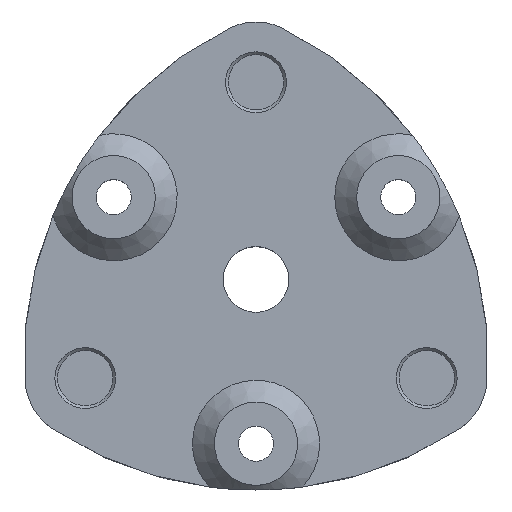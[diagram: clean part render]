
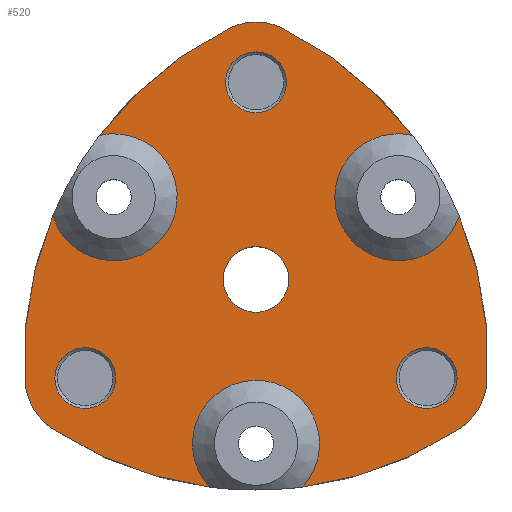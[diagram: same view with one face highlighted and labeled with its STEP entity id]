
A CAD part, top view. The second image highlights one B-rep face of the part: STEP entity #520.
In plain terms, the highlighted planar face has unit normal (0, 0, 1).
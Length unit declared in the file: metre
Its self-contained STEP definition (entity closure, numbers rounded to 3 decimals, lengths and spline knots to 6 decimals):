
#20=PLANE('',#593);
#87=ORIENTED_EDGE('',*,*,#197,.T.);
#88=ORIENTED_EDGE('',*,*,#198,.T.);
#89=ORIENTED_EDGE('',*,*,#199,.T.);
#90=ORIENTED_EDGE('',*,*,#200,.F.);
#91=ORIENTED_EDGE('',*,*,#183,.F.);
#92=ORIENTED_EDGE('',*,*,#201,.T.);
#93=ORIENTED_EDGE('',*,*,#181,.F.);
#94=ORIENTED_EDGE('',*,*,#178,.F.);
#95=ORIENTED_EDGE('',*,*,#175,.F.);
#96=ORIENTED_EDGE('',*,*,#202,.T.);
#97=ORIENTED_EDGE('',*,*,#173,.F.);
#98=ORIENTED_EDGE('',*,*,#169,.F.);
#99=ORIENTED_EDGE('',*,*,#191,.F.);
#100=ORIENTED_EDGE('',*,*,#203,.T.);
#101=ORIENTED_EDGE('',*,*,#189,.F.);
#102=ORIENTED_EDGE('',*,*,#186,.F.);
#169=EDGE_CURVE('',#230,#231,#282,.T.);
#173=EDGE_CURVE('',#231,#234,#284,.T.);
#175=EDGE_CURVE('',#235,#236,#285,.T.);
#178=EDGE_CURVE('',#236,#238,#287,.T.);
#181=EDGE_CURVE('',#238,#240,#289,.T.);
#183=EDGE_CURVE('',#241,#242,#290,.T.);
#186=EDGE_CURVE('',#242,#244,#292,.T.);
#189=EDGE_CURVE('',#244,#246,#294,.T.);
#191=EDGE_CURVE('',#247,#230,#295,.T.);
#197=EDGE_CURVE('',#252,#252,#301,.T.);
#198=EDGE_CURVE('',#253,#253,#302,.T.);
#199=EDGE_CURVE('',#254,#254,#303,.T.);
#200=EDGE_CURVE('',#255,#255,#304,.F.);
#201=EDGE_CURVE('',#241,#240,#305,.T.);
#202=EDGE_CURVE('',#235,#234,#306,.T.);
#203=EDGE_CURVE('',#247,#246,#307,.T.);
#230=VERTEX_POINT('',#857);
#231=VERTEX_POINT('',#858);
#234=VERTEX_POINT('',#866);
#235=VERTEX_POINT('',#874);
#236=VERTEX_POINT('',#876);
#238=VERTEX_POINT('',#882);
#240=VERTEX_POINT('',#888);
#241=VERTEX_POINT('',#896);
#242=VERTEX_POINT('',#898);
#244=VERTEX_POINT('',#904);
#246=VERTEX_POINT('',#910);
#247=VERTEX_POINT('',#918);
#252=VERTEX_POINT('',#932);
#253=VERTEX_POINT('',#934);
#254=VERTEX_POINT('',#936);
#255=VERTEX_POINT('',#938);
#282=CIRCLE('',#568,0.0055);
#284=CIRCLE('',#571,0.033599);
#285=CIRCLE('',#572,0.033599);
#287=CIRCLE('',#575,0.0055);
#289=CIRCLE('',#578,0.033599);
#290=CIRCLE('',#579,0.033599);
#292=CIRCLE('',#582,0.0055);
#294=CIRCLE('',#585,0.033599);
#295=CIRCLE('',#586,0.033599);
#301=CIRCLE('',#594,0.002775);
#302=CIRCLE('',#595,0.002775);
#303=CIRCLE('',#596,0.002775);
#304=CIRCLE('',#597,0.003);
#305=CIRCLE('',#598,0.0058);
#306=CIRCLE('',#599,0.0058);
#307=CIRCLE('',#600,0.0058);
#345=EDGE_LOOP('',(#87));
#346=EDGE_LOOP('',(#88));
#347=EDGE_LOOP('',(#89));
#348=EDGE_LOOP('',(#90));
#349=EDGE_LOOP('',(#91,#92,#93,#94,#95,#96,#97,#98,#99,#100,#101,#102));
#424=FACE_BOUND('',#345,.T.);
#425=FACE_BOUND('',#346,.T.);
#426=FACE_BOUND('',#347,.T.);
#427=FACE_BOUND('',#348,.T.);
#428=FACE_BOUND('',#349,.T.);
#520=ADVANCED_FACE('',(#424,#425,#426,#427,#428),#20,.F.);
#568=AXIS2_PLACEMENT_3D('',#856,#664,#665);
#571=AXIS2_PLACEMENT_3D('',#865,#672,#673);
#572=AXIS2_PLACEMENT_3D('',#875,#674,#675);
#575=AXIS2_PLACEMENT_3D('',#881,#681,#682);
#578=AXIS2_PLACEMENT_3D('',#887,#688,#689);
#579=AXIS2_PLACEMENT_3D('',#897,#690,#691);
#582=AXIS2_PLACEMENT_3D('',#903,#697,#698);
#585=AXIS2_PLACEMENT_3D('',#909,#704,#705);
#586=AXIS2_PLACEMENT_3D('',#919,#706,#707);
#593=AXIS2_PLACEMENT_3D('',#930,#720,#721);
#594=AXIS2_PLACEMENT_3D('',#931,#722,#723);
#595=AXIS2_PLACEMENT_3D('',#933,#724,#725);
#596=AXIS2_PLACEMENT_3D('',#935,#726,#727);
#597=AXIS2_PLACEMENT_3D('',#937,#728,#729);
#598=AXIS2_PLACEMENT_3D('',#939,#730,#731);
#599=AXIS2_PLACEMENT_3D('',#940,#732,#733);
#600=AXIS2_PLACEMENT_3D('',#941,#734,#735);
#664=DIRECTION('',(0.,0.,-1.));
#665=DIRECTION('',(-1.,0.,0.));
#672=DIRECTION('',(0.,0.,-1.));
#673=DIRECTION('',(-1.,0.,0.));
#674=DIRECTION('',(0.,0.,-1.));
#675=DIRECTION('',(-1.,0.,0.));
#681=DIRECTION('',(0.,0.,-1.));
#682=DIRECTION('',(-1.,0.,0.));
#688=DIRECTION('',(0.,0.,-1.));
#689=DIRECTION('',(-1.,0.,0.));
#690=DIRECTION('',(0.,0.,-1.));
#691=DIRECTION('',(-1.,0.,0.));
#697=DIRECTION('',(0.,0.,-1.));
#698=DIRECTION('',(-1.,0.,0.));
#704=DIRECTION('',(0.,0.,-1.));
#705=DIRECTION('',(-1.,0.,0.));
#706=DIRECTION('',(0.,0.,-1.));
#707=DIRECTION('',(-1.,0.,0.));
#720=DIRECTION('',(0.,0.,-1.));
#721=DIRECTION('',(1.,0.,0.));
#722=DIRECTION('',(0.,0.,-1.));
#723=DIRECTION('',(-1.,0.,0.));
#724=DIRECTION('',(0.,0.,-1.));
#725=DIRECTION('',(-1.,0.,0.));
#726=DIRECTION('',(0.,0.,-1.));
#727=DIRECTION('',(-1.,0.,0.));
#728=DIRECTION('',(0.,0.,-1.));
#729=DIRECTION('',(-1.,0.,0.));
#730=DIRECTION('',(0.,0.,-1.));
#731=DIRECTION('',(-1.,0.,0.));
#732=DIRECTION('',(0.,0.,-1.));
#733=DIRECTION('',(-1.,0.,0.));
#734=DIRECTION('',(0.,0.,-1.));
#735=DIRECTION('',(-1.,0.,0.));
#856=CARTESIAN_POINT('',(0.,0.018,-0.001));
#857=CARTESIAN_POINT('',(-0.002437,0.02293,-0.001));
#858=CARTESIAN_POINT('',(0.002437,0.02293,-0.001));
#865=CARTESIAN_POINT('',(-0.012452,-0.007189,-0.001));
#866=CARTESIAN_POINT('',(0.014289,0.013153,-0.001));
#874=CARTESIAN_POINT('',(0.018535,0.005799,-0.001));
#875=CARTESIAN_POINT('',(-0.012452,-0.007189,-0.001));
#876=CARTESIAN_POINT('',(0.021077,-0.009354,-0.001));
#881=CARTESIAN_POINT('',(0.015588,-0.009,-0.001));
#882=CARTESIAN_POINT('',(0.01864,-0.013576,-0.001));
#887=CARTESIAN_POINT('',(0.,0.014378,-0.001));
#888=CARTESIAN_POINT('',(0.004246,-0.018951,-0.001));
#896=CARTESIAN_POINT('',(-0.004246,-0.018951,-0.001));
#897=CARTESIAN_POINT('',(0.,0.014378,-0.001));
#898=CARTESIAN_POINT('',(-0.01864,-0.013576,-0.001));
#903=CARTESIAN_POINT('',(-0.015588,-0.009,-0.001));
#904=CARTESIAN_POINT('',(-0.021077,-0.009354,-0.001));
#909=CARTESIAN_POINT('',(0.012452,-0.007189,-0.001));
#910=CARTESIAN_POINT('',(-0.018535,0.005799,-0.001));
#918=CARTESIAN_POINT('',(-0.014289,0.013153,-0.001));
#919=CARTESIAN_POINT('',(0.012452,-0.007189,-0.001));
#930=CARTESIAN_POINT('',(0.,0.,-0.001));
#931=CARTESIAN_POINT('',(0.015588,-0.009,-0.001));
#932=CARTESIAN_POINT('',(0.012813,-0.009,-0.001));
#933=CARTESIAN_POINT('',(-0.015588,-0.009,-0.001));
#934=CARTESIAN_POINT('',(-0.018363,-0.009,-0.001));
#935=CARTESIAN_POINT('',(0.,0.018,-0.001));
#936=CARTESIAN_POINT('',(-0.002775,0.018,-0.001));
#937=CARTESIAN_POINT('',(0.,0.,-0.001));
#938=CARTESIAN_POINT('',(-0.003,0.,-0.001));
#939=CARTESIAN_POINT('',(0.,-0.015,-0.001));
#940=CARTESIAN_POINT('',(0.01299,0.0075,-0.001));
#941=CARTESIAN_POINT('',(-0.01299,0.0075,-0.001));
